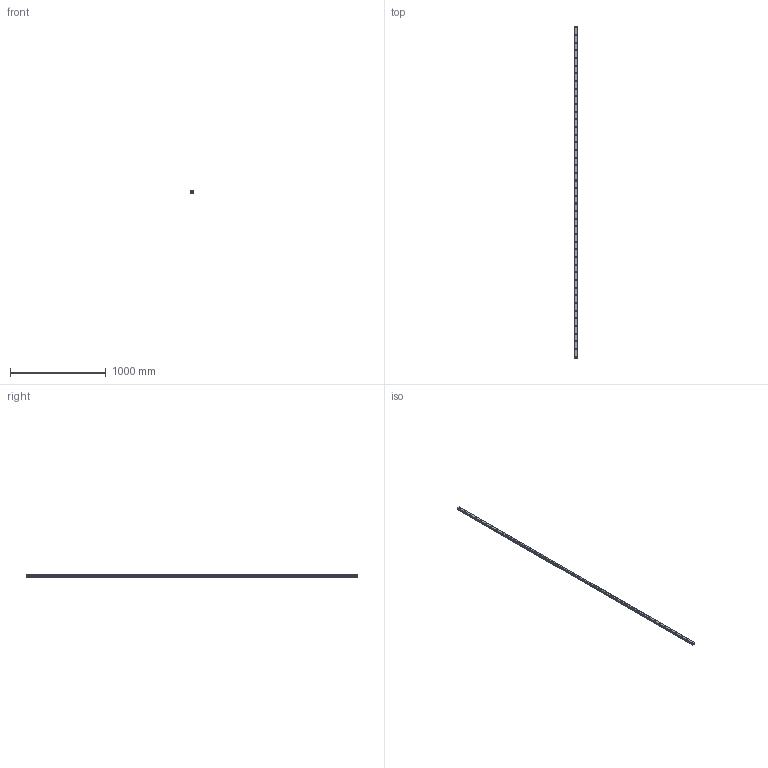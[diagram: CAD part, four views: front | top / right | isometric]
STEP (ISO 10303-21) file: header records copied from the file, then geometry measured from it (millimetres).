
FILE_DESCRIPTION(('STEP AP214'),'1');
FILE_NAME('cctmp_D0A4F945-141B-4D6F-9D5B-FEE36779F0D0_2021_02_10_11_45_31_0039..stp','2021-02-10T10:45:31',('HIWIN GmbH'),('CADClick - www.CADClick.com'),'Spatial InterOp 3D',' ','unknown authorization');
FILE_SCHEMA(('AUTOMOTIVE_DESIGN'));
Length unit declared in the file: millimetre
Products named in the file (1): EGR30R3470C_FILE
Bounding box: 28 x 3470 x 23 mm (x, y, z)
Volume: 1939181.1 mm3; surface area: 389824.9 mm2
Topology: 1 solids, 1 shells, 499 faces, 1083 edges, 722 vertices
Faces by surface type: cylinder 282, plane 217
Entity records: 17877 total; most frequent: DIRECTION 2647, CARTESIAN_POINT 2305, ORIENTED_EDGE 2166, EDGE_CURVE 1083, AXIS2_PLACEMENT_3D 1064, VERTEX_POINT 722, EDGE_LOOP 635, CIRCLE 564
